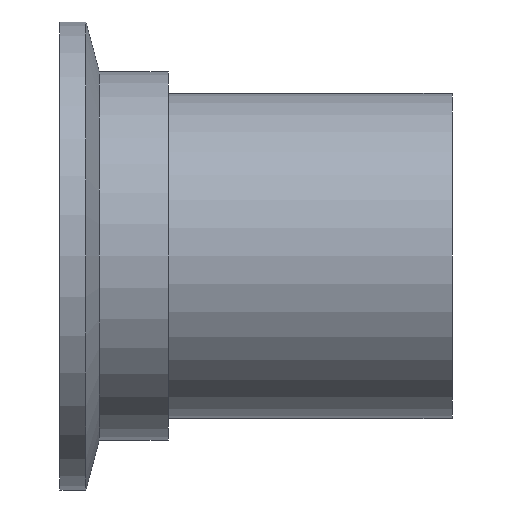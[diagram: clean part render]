
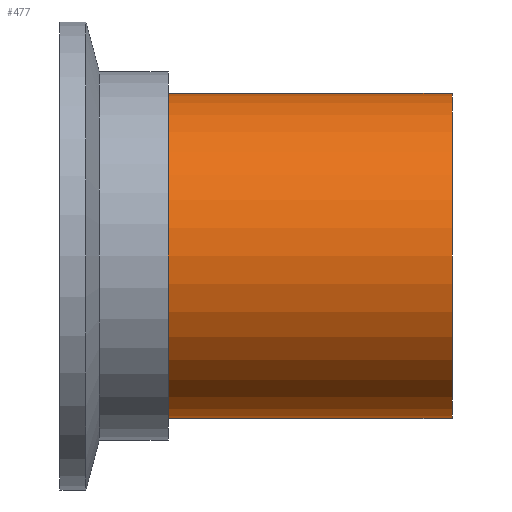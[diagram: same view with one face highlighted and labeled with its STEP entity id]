
A CAD part, front view. The second image highlights one B-rep face of the part: STEP entity #477.
In plain terms, the highlighted cylindrical face has radius 19.05 mm (diameter 38.1 mm), a partial arc.
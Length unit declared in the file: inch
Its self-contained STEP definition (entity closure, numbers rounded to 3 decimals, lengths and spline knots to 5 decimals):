
#6 = EDGE_CURVE ( 'NONE', #286, #178, #387, .T. ) ;
#16 = CARTESIAN_POINT ( 'NONE',  ( 0., 0., 0.75 ) ) ;
#41 = AXIS2_PLACEMENT_3D ( 'NONE', #123, #192, #157 ) ;
#45 = LINE ( 'NONE', #16, #423 ) ;
#48 = VECTOR ( 'NONE', #421, 39.37008 ) ;
#69 = CARTESIAN_POINT ( 'NONE',  ( 1.81, 0., 0. ) ) ;
#97 = CARTESIAN_POINT ( 'NONE',  ( 0., 0., -0.75 ) ) ;
#107 = VERTEX_POINT ( 'NONE', #382 ) ;
#112 = ORIENTED_EDGE ( 'NONE', *, *, #346, .T. ) ;
#123 = CARTESIAN_POINT ( 'NONE',  ( 0., 0., 0. ) ) ;
#135 = EDGE_CURVE ( 'NONE', #439, #178, #45, .T. ) ;
#156 = DIRECTION ( 'NONE',  ( 0., 0., 1. ) ) ;
#157 = DIRECTION ( 'NONE',  ( 0., 0., 1. ) ) ;
#173 = ORIENTED_EDGE ( 'NONE', *, *, #135, .T. ) ;
#176 = ORIENTED_EDGE ( 'NONE', *, *, #6, .F. ) ;
#178 = VERTEX_POINT ( 'NONE', #315 ) ;
#181 = EDGE_CURVE ( 'NONE', #107, #286, #424, .T. ) ;
#184 = CARTESIAN_POINT ( 'NONE',  ( 0.5, 0., 0. ) ) ;
#186 = ORIENTED_EDGE ( 'NONE', *, *, #181, .F. ) ;
#192 = DIRECTION ( 'NONE',  ( -1., 0., 0. ) ) ;
#195 = DIRECTION ( 'NONE',  ( -1., 0., 0. ) ) ;
#213 = DIRECTION ( 'NONE',  ( -1., 0., 0. ) ) ;
#263 = FACE_OUTER_BOUND ( 'NONE', #410, .T. ) ;
#286 = VERTEX_POINT ( 'NONE', #369 ) ;
#315 = CARTESIAN_POINT ( 'NONE',  ( 0.5, 0., 0.75 ) ) ;
#318 = AXIS2_PLACEMENT_3D ( 'NONE', #184, #371, #156 ) ;
#346 = EDGE_CURVE ( 'NONE', #107, #439, #460, .T. ) ;
#369 = CARTESIAN_POINT ( 'NONE',  ( 0.5, 0., -0.75 ) ) ;
#371 = DIRECTION ( 'NONE',  ( -1., 0., 0. ) ) ;
#382 = CARTESIAN_POINT ( 'NONE',  ( 1.81, 0., -0.75 ) ) ;
#387 = CIRCLE ( 'NONE', #318, 0.75 ) ;
#399 = AXIS2_PLACEMENT_3D ( 'NONE', #69, #213, #436 ) ;
#410 = EDGE_LOOP ( 'NONE', ( #186, #112, #173, #176 ) ) ;
#412 = CARTESIAN_POINT ( 'NONE',  ( 1.81, 0., 0.75 ) ) ;
#421 = DIRECTION ( 'NONE',  ( -1., 0., 0. ) ) ;
#423 = VECTOR ( 'NONE', #195, 39.37008 ) ;
#424 = LINE ( 'NONE', #97, #48 ) ;
#436 = DIRECTION ( 'NONE',  ( 0., 0., 1. ) ) ;
#439 = VERTEX_POINT ( 'NONE', #412 ) ;
#454 = CYLINDRICAL_SURFACE ( 'NONE', #41, 0.75 ) ;
#460 = CIRCLE ( 'NONE', #399, 0.75 ) ;
#477 = ADVANCED_FACE ( 'NONE', ( #263 ), #454, .T. ) ;
